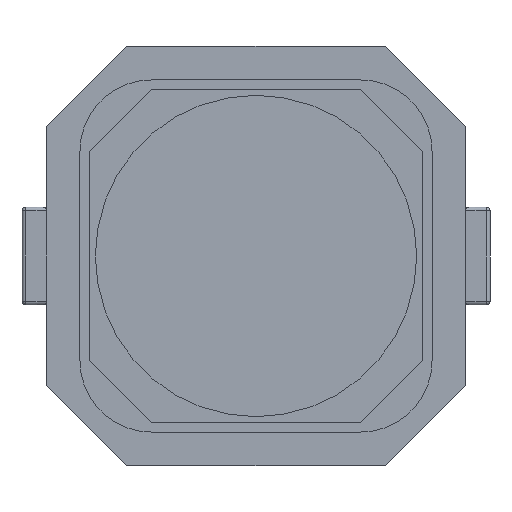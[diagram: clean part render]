
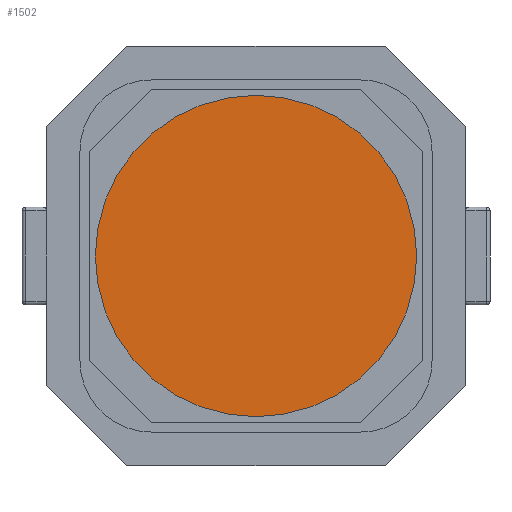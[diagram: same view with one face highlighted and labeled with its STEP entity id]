
A CAD part, front view. The second image highlights one B-rep face of the part: STEP entity #1502.
In plain terms, the highlighted planar face has unit normal (0, -1, 0).
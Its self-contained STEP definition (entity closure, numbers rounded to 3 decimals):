
#86=PLANE('',#1637);
#148=FACE_OUTER_BOUND('',#250,.T.);
#250=EDGE_LOOP('',(#1248));
#620=CIRCLE('',#1635,2.3);
#740=VERTEX_POINT('',#2446);
#910=EDGE_CURVE('',#740,#740,#620,.T.);
#1248=ORIENTED_EDGE('',*,*,#910,.F.);
#1502=ADVANCED_FACE('',(#148),#86,.F.);
#1635=AXIS2_PLACEMENT_3D('',#2448,#1966,#1967);
#1637=AXIS2_PLACEMENT_3D('',#2450,#1970,#1971);
#1966=DIRECTION('center_axis',(0.,1.,0.));
#1967=DIRECTION('ref_axis',(1.,0.,0.));
#1970=DIRECTION('center_axis',(0.,1.,0.));
#1971=DIRECTION('ref_axis',(1.,0.,0.));
#2446=CARTESIAN_POINT('',(-2.3,0.,0.));
#2448=CARTESIAN_POINT('Origin',(0.,0.,0.));
#2450=CARTESIAN_POINT('Origin',(0.,0.,0.));
